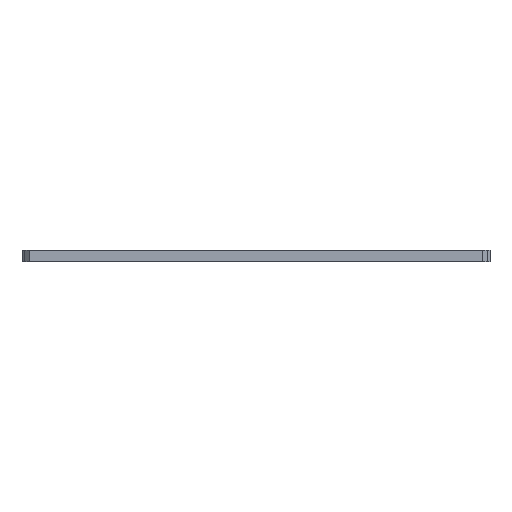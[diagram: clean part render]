
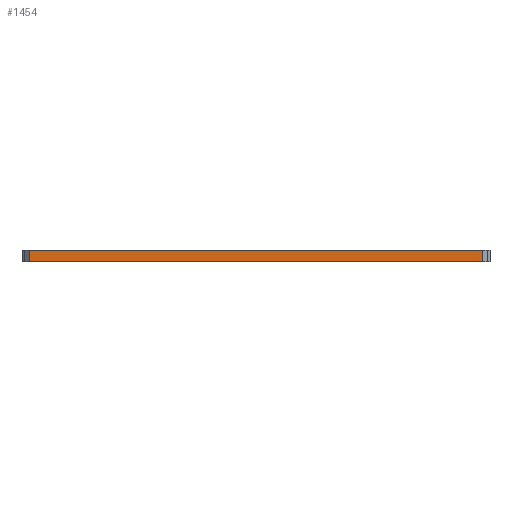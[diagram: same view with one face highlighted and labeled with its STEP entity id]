
A CAD part, front view. The second image highlights one B-rep face of the part: STEP entity #1454.
In plain terms, the highlighted planar face has unit normal (0, -1, 0).
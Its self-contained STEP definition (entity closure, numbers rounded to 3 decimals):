
#110=PLANE('',#1624);
#189=FACE_OUTER_BOUND('',#281,.T.);
#281=EDGE_LOOP('',(#1204,#1205,#1206,#1207));
#423=LINE('',#2395,#551);
#424=LINE('',#2398,#552);
#425=LINE('',#2400,#553);
#426=LINE('',#2401,#554);
#551=VECTOR('',#1994,10.);
#552=VECTOR('',#1997,10.);
#553=VECTOR('',#1998,10.);
#554=VECTOR('',#1999,10.);
#756=VERTEX_POINT('',#2391);
#757=VERTEX_POINT('',#2393);
#758=VERTEX_POINT('',#2397);
#759=VERTEX_POINT('',#2399);
#935=EDGE_CURVE('',#756,#757,#423,.T.);
#936=EDGE_CURVE('',#758,#756,#424,.T.);
#937=EDGE_CURVE('',#759,#757,#425,.T.);
#938=EDGE_CURVE('',#758,#759,#426,.T.);
#1204=ORIENTED_EDGE('',*,*,#936,.T.);
#1205=ORIENTED_EDGE('',*,*,#935,.T.);
#1206=ORIENTED_EDGE('',*,*,#937,.F.);
#1207=ORIENTED_EDGE('',*,*,#938,.F.);
#1454=ADVANCED_FACE('',(#189),#110,.T.);
#1624=AXIS2_PLACEMENT_3D('',#2396,#1995,#1996);
#1994=DIRECTION('',(0.,0.,-1.));
#1995=DIRECTION('center_axis',(0.,-1.,0.));
#1996=DIRECTION('ref_axis',(-1.,0.,0.));
#1997=DIRECTION('',(-1.,0.,0.));
#1998=DIRECTION('',(-1.,0.,0.));
#1999=DIRECTION('',(0.,0.,-1.));
#2391=CARTESIAN_POINT('',(-124.,-126.5,0.));
#2393=CARTESIAN_POINT('',(-124.,-126.5,-6.35));
#2395=CARTESIAN_POINT('',(-124.,-126.5,0.));
#2396=CARTESIAN_POINT('Origin',(124.,-126.5,0.));
#2397=CARTESIAN_POINT('',(124.,-126.5,0.));
#2398=CARTESIAN_POINT('',(126.5,-126.5,0.));
#2399=CARTESIAN_POINT('',(124.,-126.5,-6.35));
#2400=CARTESIAN_POINT('',(126.5,-126.5,-6.35));
#2401=CARTESIAN_POINT('',(124.,-126.5,0.));
